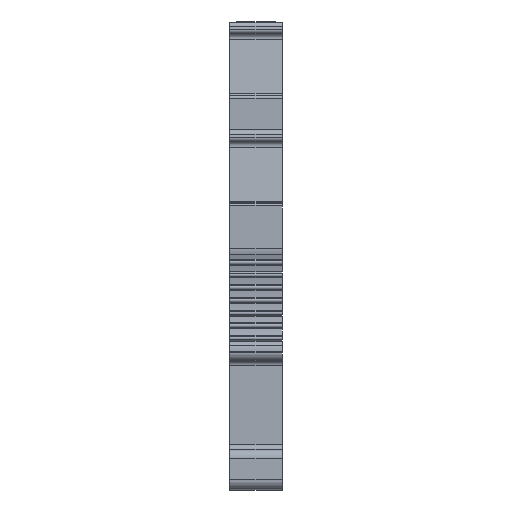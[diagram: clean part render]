
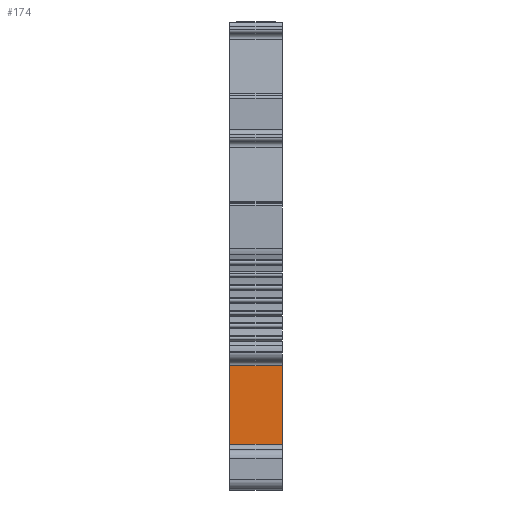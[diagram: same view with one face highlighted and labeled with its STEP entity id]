
A CAD part, front view. The second image highlights one B-rep face of the part: STEP entity #174.
In plain terms, the highlighted planar face has unit normal (0, -1, 0).
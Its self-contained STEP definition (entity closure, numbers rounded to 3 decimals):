
#174=ADVANCED_FACE('',(#1907),#1909,.F.);
#1907=FACE_BOUND('',#1908,.T.);
#1908=EDGE_LOOP('',(#3264,#3265,#3266,#3267));
#1909=PLANE('',#1910);
#1910=AXIS2_PLACEMENT_3D('',#1911,#1912,#1913);
#1911=CARTESIAN_POINT('',(5.2,-28.4,56.2));
#1912=DIRECTION('',(0.,1.,0.));
#1913=DIRECTION('',(0.,0.,1.));
#3264=ORIENTED_EDGE('',*,*,#4388,.F.);
#3265=ORIENTED_EDGE('',*,*,#4389,.F.);
#3266=ORIENTED_EDGE('',*,*,#4390,.T.);
#3267=ORIENTED_EDGE('',*,*,#4391,.T.);
#4388=EDGE_CURVE('',#5025,#5026,#5027,.T.);
#4389=EDGE_CURVE('',#5028,#5025,#5029,.T.);
#4390=EDGE_CURVE('',#5028,#5030,#5031,.T.);
#4391=EDGE_CURVE('',#5030,#5026,#5032,.T.);
#5025=VERTEX_POINT('',#6132);
#5026=VERTEX_POINT('',#6133);
#5027=LINE('',#6134,#6135);
#5028=VERTEX_POINT('',#6137);
#5029=LINE('',#6138,#6139);
#5030=VERTEX_POINT('',#6141);
#5031=LINE('',#6142,#6143);
#5032=LINE('',#6145,#6146);
#6132=CARTESIAN_POINT('',(5.2,-28.4,48.5));
#6133=CARTESIAN_POINT('',(0.,-28.4,48.5));
#6134=CARTESIAN_POINT('',(5.2,-28.4,48.5));
#6135=VECTOR('',#6136,1.);
#6136=DIRECTION('',(-1.,0.,0.));
#6137=CARTESIAN_POINT('',(5.2,-28.4,56.2));
#6138=CARTESIAN_POINT('',(5.2,-28.4,56.2));
#6139=VECTOR('',#6140,1.);
#6140=DIRECTION('',(0.,0.,-1.));
#6141=CARTESIAN_POINT('',(0.,-28.4,56.2));
#6142=CARTESIAN_POINT('',(5.2,-28.4,56.2));
#6143=VECTOR('',#6144,1.);
#6144=DIRECTION('',(-1.,0.,0.));
#6145=CARTESIAN_POINT('',(0.,-28.4,56.2));
#6146=VECTOR('',#6147,1.);
#6147=DIRECTION('',(0.,0.,-1.));
